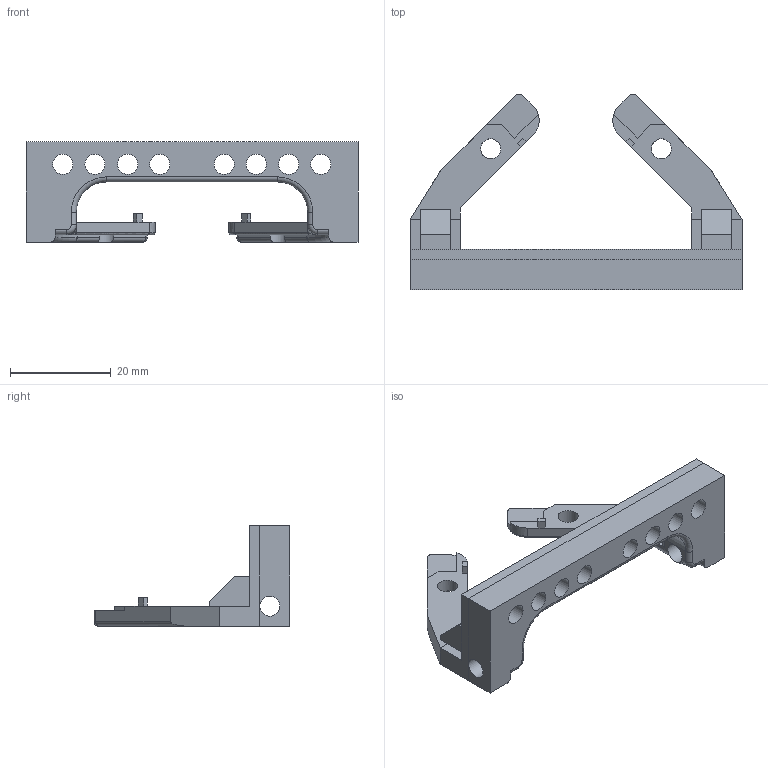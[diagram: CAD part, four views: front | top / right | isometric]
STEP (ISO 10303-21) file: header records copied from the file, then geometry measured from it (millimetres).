
FILE_DESCRIPTION(('FreeCAD Model'),'2;1');
FILE_NAME('Open CASCADE Shape Model','2021-12-17T10:19:18',('Author'),( ''),'Open CASCADE STEP processor 7.5','FreeCAD','Unknown');
FILE_SCHEMA(('AUTOMOTIVE_DESIGN { 1 0 10303 214 1 1 1 1 }'));
Length unit declared in the file: millimetre
Products named in the file (1): holder
Bounding box: 66 x 38.93 x 20 mm (x, y, z)
Volume: 7279.2 mm3; surface area: 5607.4 mm2
Topology: 1 solids, 1 shells, 141 faces, 388 edges, 239 vertices
Faces by surface type: plane 71, cylinder 54, torus 10, sphere 4, bspline 2
Full cylindrical faces by diameter (mm): 4 x12
Entity records: 10956 total; most frequent: CARTESIAN_POINT 3198, DIRECTION 1478, LINE 932, VECTOR 932, ORIENTED_EDGE 768, PCURVE 768, DEFINITIONAL_REPRESENTATION 768, EDGE_CURVE 384
